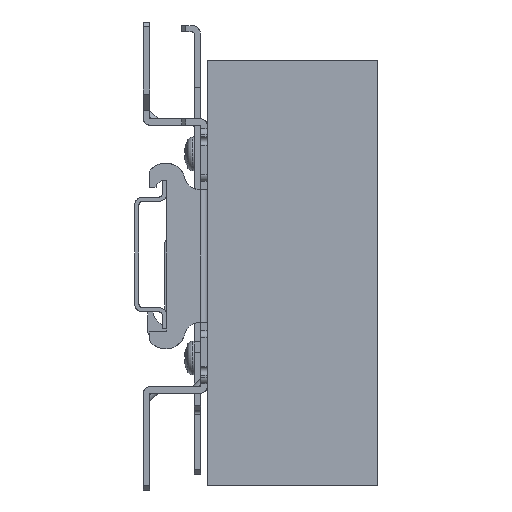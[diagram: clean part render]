
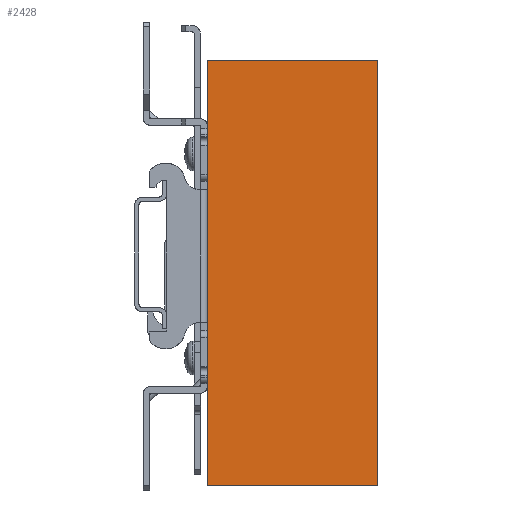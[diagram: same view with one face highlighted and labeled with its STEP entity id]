
A CAD part, front view. The second image highlights one B-rep face of the part: STEP entity #2428.
In plain terms, the highlighted planar face has unit normal (0, -1, 0).
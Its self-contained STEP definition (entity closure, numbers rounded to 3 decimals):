
#189=PLANE('',#8953);
#436=FACE_OUTER_BOUND('',#2938,.T.);
#1021=B_SPLINE_CURVE_WITH_KNOTS('',3,(#10968,#10969,#10970,#10971),
 .UNSPECIFIED.,.F.,.F.,(4,4),(0.,1.),.UNSPECIFIED.);
#1024=B_SPLINE_CURVE_WITH_KNOTS('',3,(#10983,#10984,#10985,#10986),
 .UNSPECIFIED.,.F.,.F.,(4,4),(0.,1.),.UNSPECIFIED.);
#1025=B_SPLINE_CURVE_WITH_KNOTS('',3,(#10988,#10989,#10990,#10991),
 .UNSPECIFIED.,.F.,.F.,(4,4),(0.,1.),.UNSPECIFIED.);
#1026=B_SPLINE_CURVE_WITH_KNOTS('',3,(#10993,#10994,#10995,#10996),
 .UNSPECIFIED.,.F.,.F.,(4,4),(0.,1.),.UNSPECIFIED.);
#2428=ADVANCED_FACE('',(#436),#189,.T.);
#2938=EDGE_LOOP('',(#3567,#3568,#3569,#3570));
#3567=ORIENTED_EDGE('',*,*,#6227,.F.);
#3568=ORIENTED_EDGE('',*,*,#6228,.F.);
#3569=ORIENTED_EDGE('',*,*,#6229,.F.);
#3570=ORIENTED_EDGE('',*,*,#6224,.T.);
#6224=EDGE_CURVE('',#7918,#7919,#1021,.T.);
#6227=EDGE_CURVE('',#7920,#7919,#1024,.T.);
#6228=EDGE_CURVE('',#7921,#7920,#1025,.T.);
#6229=EDGE_CURVE('',#7918,#7921,#1026,.T.);
#7918=VERTEX_POINT('',#10972);
#7919=VERTEX_POINT('',#10973);
#7920=VERTEX_POINT('',#10987);
#7921=VERTEX_POINT('',#10992);
#8953=AXIS2_PLACEMENT_3D('',#10997,#9447,#9448);
#9447=DIRECTION('',(0.,-1.,0.));
#9448=DIRECTION('',(0.,0.,1.));
#10968=CARTESIAN_POINT('',(-11.334,-21.334,50.));
#10969=CARTESIAN_POINT('',(-11.334,-21.334,16.667));
#10970=CARTESIAN_POINT('',(-11.334,-21.334,-16.667));
#10971=CARTESIAN_POINT('',(-11.334,-21.334,-50.));
#10972=CARTESIAN_POINT('',(-11.334,-21.334,50.));
#10973=CARTESIAN_POINT('',(-11.334,-21.334,-50.));
#10983=CARTESIAN_POINT('',(28.666,-21.334,-50.));
#10984=CARTESIAN_POINT('',(15.333,-21.334,-50.));
#10985=CARTESIAN_POINT('',(2.,-21.334,-50.));
#10986=CARTESIAN_POINT('',(-11.334,-21.334,-50.));
#10987=CARTESIAN_POINT('',(28.666,-21.334,-50.));
#10988=CARTESIAN_POINT('',(28.666,-21.334,50.));
#10989=CARTESIAN_POINT('',(28.666,-21.334,16.667));
#10990=CARTESIAN_POINT('',(28.666,-21.334,-16.667));
#10991=CARTESIAN_POINT('',(28.666,-21.334,-50.));
#10992=CARTESIAN_POINT('',(28.666,-21.334,50.));
#10993=CARTESIAN_POINT('',(-11.334,-21.334,50.));
#10994=CARTESIAN_POINT('',(2.,-21.334,50.));
#10995=CARTESIAN_POINT('',(15.333,-21.334,50.));
#10996=CARTESIAN_POINT('',(28.666,-21.334,50.));
#10997=CARTESIAN_POINT('',(28.666,-21.334,0.));
